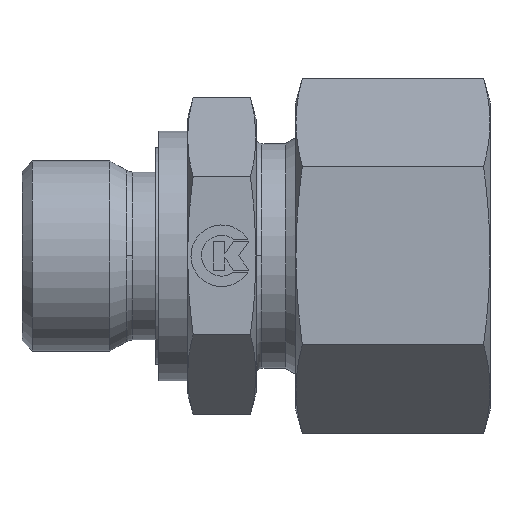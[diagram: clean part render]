
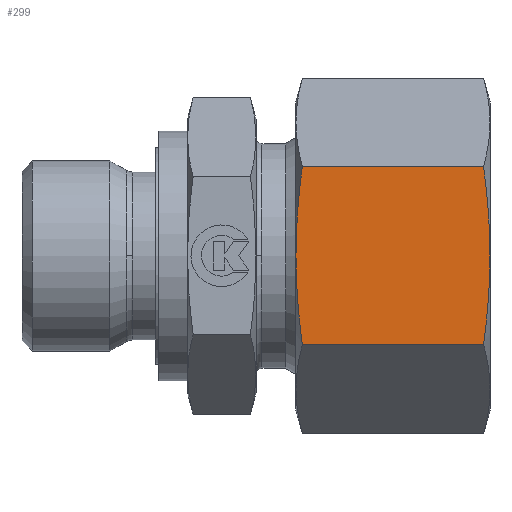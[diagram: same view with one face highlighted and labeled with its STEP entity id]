
A CAD part, top view. The second image highlights one B-rep face of the part: STEP entity #299.
In plain terms, the highlighted planar face has unit normal (0, 0, 1).
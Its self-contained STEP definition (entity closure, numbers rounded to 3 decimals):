
#299 = ADVANCED_FACE( '', ( #594 ), #595, .F. );
#594 = FACE_OUTER_BOUND( '', #913, .T. );
#595 = PLANE( '', #914 );
#913 = EDGE_LOOP( '', ( #1931, #1932, #1933, #1934, #1935, #1936 ) );
#914 = AXIS2_PLACEMENT_3D( '', #1937, #1938, #1939 );
#1931 = ORIENTED_EDGE( '', *, *, #2411, .F. );
#1932 = ORIENTED_EDGE( '', *, *, #2403, .F. );
#1933 = ORIENTED_EDGE( '', *, *, #2412, .F. );
#1934 = ORIENTED_EDGE( '', *, *, #2413, .F. );
#1935 = ORIENTED_EDGE( '', *, *, #2406, .T. );
#1936 = ORIENTED_EDGE( '', *, *, #2414, .F. );
#1937 = CARTESIAN_POINT( '', ( 29., -7.794, 13.5 ) );
#1938 = DIRECTION( '', ( 0., 0., -1. ) );
#1939 = DIRECTION( '', ( 0., -1., 0. ) );
#2403 = EDGE_CURVE( '', #2940, #2942, #2943, .T. );
#2406 = EDGE_CURVE( '', #2948, #2945, #2949, .T. );
#2411 = EDGE_CURVE( '', #2942, #2955, #2956, .T. );
#2412 = EDGE_CURVE( '', #2957, #2940, #2958, .T. );
#2413 = EDGE_CURVE( '', #2948, #2957, #2959, .T. );
#2414 = EDGE_CURVE( '', #2955, #2945, #2960, .T. );
#2940 = VERTEX_POINT( '', #3915 );
#2942 = VERTEX_POINT( '', #3926 );
#2943 = LINE( '', #3927, #3928 );
#2945 = VERTEX_POINT( '', #3939 );
#2948 = VERTEX_POINT( '', #3951 );
#2949 = LINE( '', #3952, #3953 );
#2955 = VERTEX_POINT( '', #3987 );
#2956 = ( B_SPLINE_CURVE( 2, ( #3989, #3990, #3991 ), .UNSPECIFIED., .F., .F. )B_SPLINE_CURVE_WITH_KNOTS( ( 3, 3 ), ( 6.513, 15.221 ), .UNSPECIFIED. )RATIONAL_B_SPLINE_CURVE( ( 1.058, 1.068, 1. ) )BOUNDED_CURVE(  )REPRESENTATION_ITEM( '' )GEOMETRIC_REPRESENTATION_ITEM(  )CURVE(  ) );
#2957 = VERTEX_POINT( '', #3998 );
#2958 = ( B_SPLINE_CURVE( 2, ( #4000, #4001, #4002 ), .UNSPECIFIED., .F., .F. )B_SPLINE_CURVE_WITH_KNOTS( ( 3, 3 ), ( 15.221, 23.928 ), .UNSPECIFIED. )RATIONAL_B_SPLINE_CURVE( ( 1., 1.068, 1.058 ) )BOUNDED_CURVE(  )REPRESENTATION_ITEM( '' )GEOMETRIC_REPRESENTATION_ITEM(  )CURVE(  ) );
#2959 = ( B_SPLINE_CURVE( 2, ( #4010, #4011, #4012 ), .UNSPECIFIED., .F., .F. )B_SPLINE_CURVE_WITH_KNOTS( ( 3, 3 ), ( 6.513, 15.221 ), .UNSPECIFIED. )RATIONAL_B_SPLINE_CURVE( ( 1.058, 1.068, 1. ) )BOUNDED_CURVE(  )REPRESENTATION_ITEM( '' )GEOMETRIC_REPRESENTATION_ITEM(  )CURVE(  ) );
#2960 = ( B_SPLINE_CURVE( 2, ( #4020, #4021, #4022 ), .UNSPECIFIED., .F., .F. )B_SPLINE_CURVE_WITH_KNOTS( ( 3, 3 ), ( 15.221, 23.928 ), .UNSPECIFIED. )RATIONAL_B_SPLINE_CURVE( ( 1., 1.068, 1.058 ) )BOUNDED_CURVE(  )REPRESENTATION_ITEM( '' )GEOMETRIC_REPRESENTATION_ITEM(  )CURVE(  ) );
#3915 = CARTESIAN_POINT( '', ( 28.44, -7.794, 13.5 ) );
#3926 = CARTESIAN_POINT( '', ( 12.56, -7.794, 13.5 ) );
#3927 = CARTESIAN_POINT( '', ( 29., -7.794, 13.5 ) );
#3928 = VECTOR( '', #4647, 1. );
#3939 = CARTESIAN_POINT( '', ( 12.56, 7.794, 13.5 ) );
#3951 = CARTESIAN_POINT( '', ( 28.44, 7.794, 13.5 ) );
#3952 = CARTESIAN_POINT( '', ( 29., 7.794, 13.5 ) );
#3953 = VECTOR( '', #4648, 1. );
#3987 = CARTESIAN_POINT( '', ( 12., 0., 13.5 ) );
#3989 = CARTESIAN_POINT( '', ( 12.56, -7.794, 13.5 ) );
#3990 = CARTESIAN_POINT( '', ( 12., -3.617, 13.5 ) );
#3991 = CARTESIAN_POINT( '', ( 12., 0., 13.5 ) );
#3998 = CARTESIAN_POINT( '', ( 29., 0., 13.5 ) );
#4000 = CARTESIAN_POINT( '', ( 29., 0., 13.5 ) );
#4001 = CARTESIAN_POINT( '', ( 29., -3.617, 13.5 ) );
#4002 = CARTESIAN_POINT( '', ( 28.44, -7.794, 13.5 ) );
#4010 = CARTESIAN_POINT( '', ( 28.44, 7.794, 13.5 ) );
#4011 = CARTESIAN_POINT( '', ( 29., 3.617, 13.5 ) );
#4012 = CARTESIAN_POINT( '', ( 29., 0., 13.5 ) );
#4020 = CARTESIAN_POINT( '', ( 12., 0., 13.5 ) );
#4021 = CARTESIAN_POINT( '', ( 12., 3.617, 13.5 ) );
#4022 = CARTESIAN_POINT( '', ( 12.56, 7.794, 13.5 ) );
#4647 = DIRECTION( '', ( -1., 0., 0. ) );
#4648 = DIRECTION( '', ( -1., 0., 0. ) );
